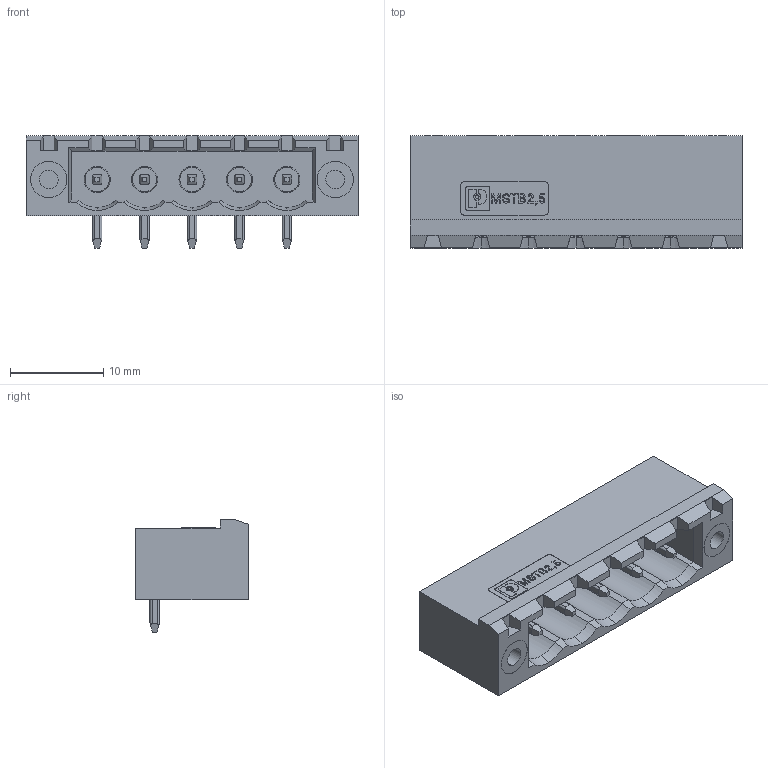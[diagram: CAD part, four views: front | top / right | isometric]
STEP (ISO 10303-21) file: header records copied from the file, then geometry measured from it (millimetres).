
FILE_DESCRIPTION(('STEP AP214'),'1');
FILE_NAME('cctmp_679493DF-4A03-43AE-B7FE-4DFD35F36146_2023_02_06_09_21_20_0422_8012..stp','2023-02-06T09:21:21',('PHOENIX CONTACT Deutschland GmbH'),('CADClick - www.CADClick.com'),'Spatial InterOp 3D',' ','unknown authorization');
FILE_SCHEMA(('AUTOMOTIVE_DESIGN'));
Length unit declared in the file: millimetre
Products named in the file (7): 2023_02_06_09_21_20_0125; 2023_02_06_09_21_20_0422; 2023_02_06_09_21_20_0407; 2023_02_06_09_21_20_0391; 2023_02_06_09_21_20_0375; 2023_02_06_09_21_20_0360; 2023_02_06_09_21_20_0329
Assembly tree (6 placements, depth 2):
  2023_02_06_09_21_20_0125
    2023_02_06_09_21_20_0422
    2023_02_06_09_21_20_0407
    2023_02_06_09_21_20_0391
    2023_02_06_09_21_20_0375
    2023_02_06_09_21_20_0360
    2023_02_06_09_21_20_0329
Bounding box: 35.56 x 12 x 12.07 mm (x, y, z)
Volume: 1989.6 mm3; surface area: 2878 mm2
Topology: 6 solids, 6 shells, 717 faces, 2004 edges, 1314 vertices
Faces by surface type: plane 496, cylinder 167, cone 24, bspline 20, sphere 10
Entity records: 45556 total; most frequent: CARTESIAN_POINT 17452, ORIENTED_EDGE 3988, DIRECTION 3718, EDGE_CURVE 1994, LINE 1518, VECTOR 1518, STYLED_ITEM 1443, PRESENTATION_STYLE_ASSIGNMENT 1443
